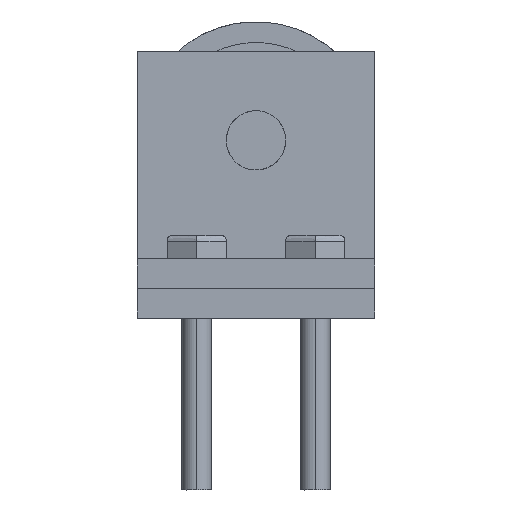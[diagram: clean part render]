
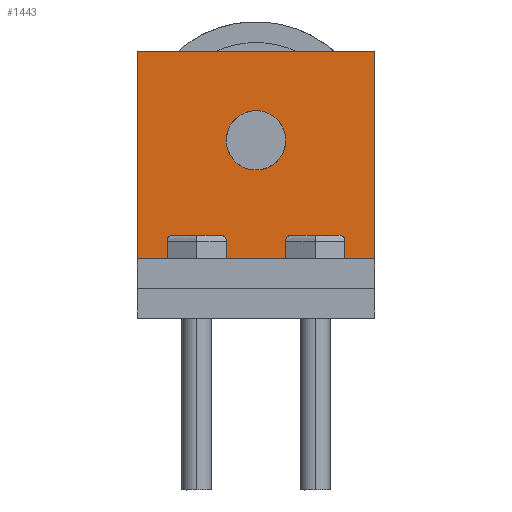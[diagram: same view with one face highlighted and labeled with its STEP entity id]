
A CAD part, left-side view. The second image highlights one B-rep face of the part: STEP entity #1443.
In plain terms, the highlighted free-form (B-spline) face has degree [1, 1] with [2, 2] control points.
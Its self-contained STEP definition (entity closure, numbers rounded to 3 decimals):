
#1067 = EDGE_CURVE('',#1068,#1070,#1072,.T.);
#1068 = VERTEX_POINT('',#1069);
#1069 = CARTESIAN_POINT('',(-10.538,-16.861,
    35.829));
#1070 = VERTEX_POINT('',#1071);
#1071 = CARTESIAN_POINT('',(-10.538,16.861,
    35.829));
#1072 = B_SPLINE_CURVE_WITH_KNOTS('',1,(#1073,#1074),.UNSPECIFIED.,.F.,
  .F.,(2,2),(-20.,20.),.PIECEWISE_BEZIER_KNOTS.);
#1073 = CARTESIAN_POINT('',(-10.538,-16.861,
    35.829));
#1074 = CARTESIAN_POINT('',(-10.538,16.861,
    35.829));
#1150 = EDGE_CURVE('',#1151,#1068,#1153,.T.);
#1151 = VERTEX_POINT('',#1152);
#1152 = CARTESIAN_POINT('',(-10.538,-16.861,
    6.323));
#1153 = B_SPLINE_CURVE_WITH_KNOTS('',1,(#1154,#1155),.UNSPECIFIED.,.F.,
  .F.,(2,2),(-17.5,17.5),.PIECEWISE_BEZIER_KNOTS.);
#1154 = CARTESIAN_POINT('',(-10.538,-16.861,
    6.323));
#1155 = CARTESIAN_POINT('',(-10.538,-16.861,
    35.829));
#1183 = VERTEX_POINT('',#1184);
#1184 = CARTESIAN_POINT('',(-10.538,16.861,
    6.323));
#1189 = EDGE_CURVE('',#1183,#1070,#1190,.T.);
#1190 = B_SPLINE_CURVE_WITH_KNOTS('',1,(#1191,#1192),.UNSPECIFIED.,.F.,
  .F.,(2,2),(-17.5,17.5),.PIECEWISE_BEZIER_KNOTS.);
#1191 = CARTESIAN_POINT('',(-10.538,16.861,
    6.323));
#1192 = CARTESIAN_POINT('',(-10.538,16.861,
    35.829));
#1211 = EDGE_CURVE('',#1151,#1183,#1212,.T.);
#1212 = B_SPLINE_CURVE_WITH_KNOTS('',1,(#1213,#1214),.UNSPECIFIED.,.F.,
  .F.,(2,2),(-20.,20.),.PIECEWISE_BEZIER_KNOTS.);
#1213 = CARTESIAN_POINT('',(-10.538,-16.861,
    6.323));
#1214 = CARTESIAN_POINT('',(-10.538,16.861,
    6.323));
#1443 = ADVANCED_FACE('',(#1444,#1450),#1472,.T.);
#1444 = FACE_BOUND('',#1445,.T.);
#1445 = EDGE_LOOP('',(#1446,#1447,#1448,#1449));
#1446 = ORIENTED_EDGE('',*,*,#1211,.F.);
#1447 = ORIENTED_EDGE('',*,*,#1150,.T.);
#1448 = ORIENTED_EDGE('',*,*,#1067,.T.);
#1449 = ORIENTED_EDGE('',*,*,#1189,.F.);
#1450 = FACE_BOUND('',#1451,.T.);
#1451 = EDGE_LOOP('',(#1452,#1464));
#1452 = ORIENTED_EDGE('',*,*,#1453,.F.);
#1453 = EDGE_CURVE('',#1454,#1456,#1458,.T.);
#1454 = VERTEX_POINT('',#1455);
#1455 = CARTESIAN_POINT('',(-10.538,-4.215,
    23.183));
#1456 = VERTEX_POINT('',#1457);
#1457 = CARTESIAN_POINT('',(-10.538,4.215,
    23.183));
#1458 = ( BOUNDED_CURVE() B_SPLINE_CURVE(2,(#1459,#1460,#1461,#1462,
#1463),.UNSPECIFIED.,.F.,.F.) B_SPLINE_CURVE_WITH_KNOTS((3,2,3),(0.,
1.571,3.142),.PIECEWISE_BEZIER_KNOTS.) CURVE() 
GEOMETRIC_REPRESENTATION_ITEM() RATIONAL_B_SPLINE_CURVE((1.,
0.707,1.,0.707,1.)) REPRESENTATION_ITEM('') );
#1459 = CARTESIAN_POINT('',(-10.538,-4.215,
    23.183));
#1460 = CARTESIAN_POINT('',(-10.538,-4.215,
    27.398));
#1461 = CARTESIAN_POINT('',(-10.538,0.,
    27.398));
#1462 = CARTESIAN_POINT('',(-10.538,4.215,
    27.398));
#1463 = CARTESIAN_POINT('',(-10.538,4.215,
    23.183));
#1464 = ORIENTED_EDGE('',*,*,#1465,.F.);
#1465 = EDGE_CURVE('',#1456,#1454,#1466,.T.);
#1466 = ( BOUNDED_CURVE() B_SPLINE_CURVE(2,(#1467,#1468,#1469,#1470,
#1471),.UNSPECIFIED.,.F.,.F.) B_SPLINE_CURVE_WITH_KNOTS((3,2,3),(
    3.142,4.712,6.283),
.PIECEWISE_BEZIER_KNOTS.) CURVE() GEOMETRIC_REPRESENTATION_ITEM() 
RATIONAL_B_SPLINE_CURVE((1.,0.707,1.,0.707,1.)) 
REPRESENTATION_ITEM('') );
#1467 = CARTESIAN_POINT('',(-10.538,4.215,
    23.183));
#1468 = CARTESIAN_POINT('',(-10.538,4.215,
    18.968));
#1469 = CARTESIAN_POINT('',(-10.538,0.,
    18.968));
#1470 = CARTESIAN_POINT('',(-10.538,-4.215,
    18.968));
#1471 = CARTESIAN_POINT('',(-10.538,-4.215,
    23.183));
#1472 = B_SPLINE_SURFACE_WITH_KNOTS('',1,1,(
    (#1473,#1474)
    ,(#1475,#1476
    )),.UNSPECIFIED.,.F.,.F.,.F.,(2,2),(2,2),(0.,35.),(-20.,20.),
  .PIECEWISE_BEZIER_KNOTS.);
#1473 = CARTESIAN_POINT('',(-10.538,-16.861,
    6.323));
#1474 = CARTESIAN_POINT('',(-10.538,16.861,
    6.323));
#1475 = CARTESIAN_POINT('',(-10.538,-16.861,
    35.829));
#1476 = CARTESIAN_POINT('',(-10.538,16.861,
    35.829));
